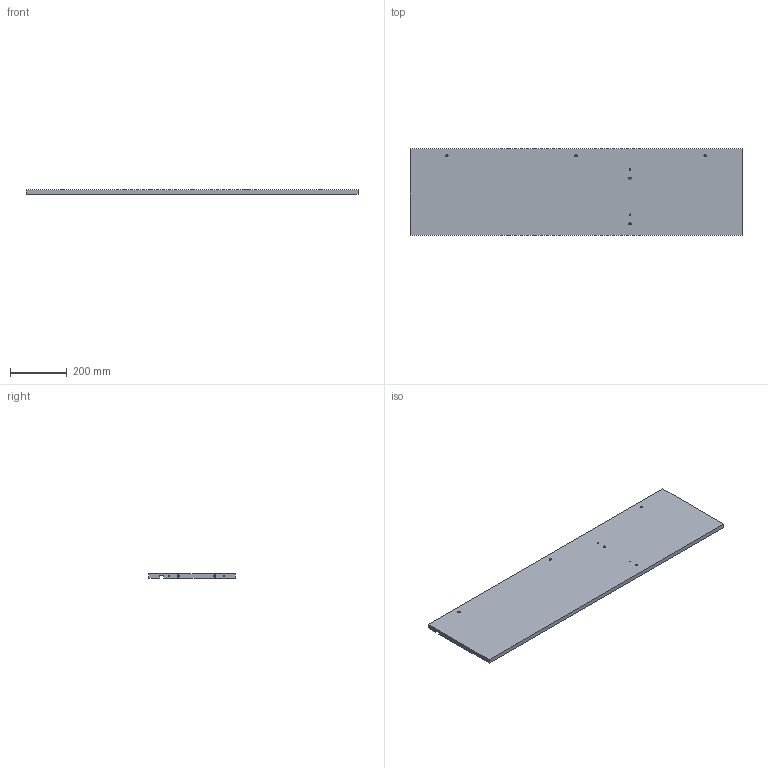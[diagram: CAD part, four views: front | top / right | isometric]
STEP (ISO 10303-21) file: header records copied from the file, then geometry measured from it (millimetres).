
FILE_DESCRIPTION(('STEP AP214'),'1');
FILE_NAME('06_Base_Central.step','2026-01-05T18:53:54',(' '),(' '),'Spatial InterOp 3D',' ',' ');
FILE_SCHEMA(('AUTOMOTIVE_DESIGN { 1 0 10303 214 1 1 1 1 }'));
Length unit declared in the file: millimetre
Products named in the file (1): BASE
Bounding box: 1170 x 304 x 15 mm (x, y, z)
Volume: 5165544.9 mm3; surface area: 815907.4 mm2
Topology: 2 solids, 2 shells, 51 faces, 96 edges, 64 vertices
Faces by surface type: plane 32, cylinder 19
Full cylindrical faces by diameter (mm): 4 x4, 5 x5, 8 x9
Entity records: 1638 total; most frequent: DIRECTION 222, CARTESIAN_POINT 195, ORIENTED_EDGE 156, AXIS2_PLACEMENT_3D 91, EDGE_LOOP 90, EDGE_CURVE 78, FACE_OUTER_BOUND 69, VERTEX_POINT 64
